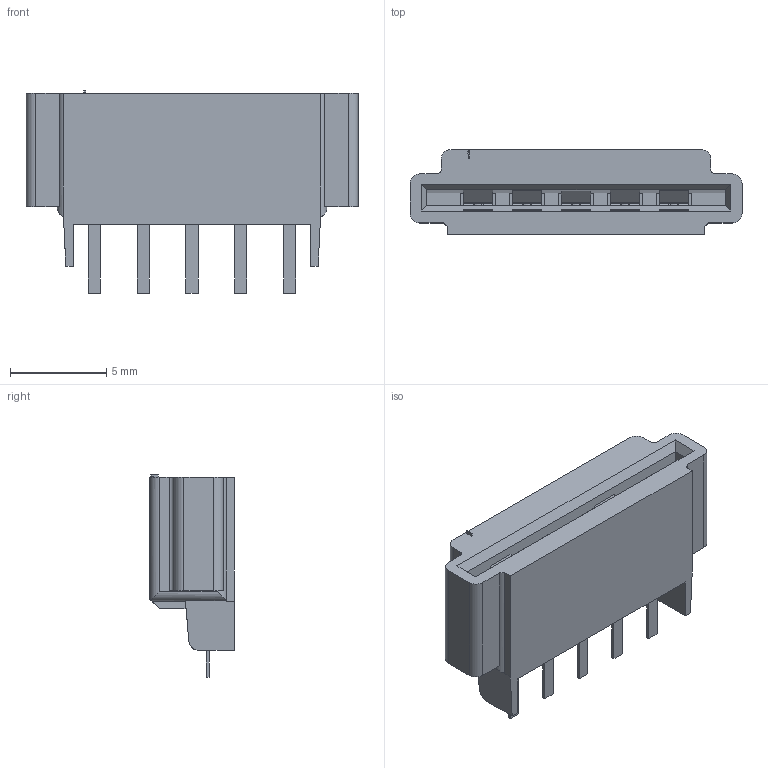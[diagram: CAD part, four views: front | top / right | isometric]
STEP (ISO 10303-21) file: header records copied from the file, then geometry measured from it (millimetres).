
FILE_DESCRIPTION((''),'2;1');
FILE_NAME('C-5-520315-5','2019-02-27T04:17:23',('workeradm'),('TE Connectivity Ltd.'),'CREO PARAMETRIC BY PTC INC, 2018190','CREO PARAMETRIC BY PTC INC, 2018190','');
FILE_SCHEMA(('AUTOMOTIVE_DESIGN { 1 0 10303 214 1 1 1 1 }'));
Length unit declared in the file: millimetre
Products named in the file (1): C-5-520315-5
Bounding box: 17.22 x 4.39 x 10.49 mm (x, y, z)
Volume: 403.6 mm3; surface area: 679.4 mm2
Topology: 1 solids, 1 shells, 209 faces, 561 edges, 376 vertices
Faces by surface type: plane 165, cylinder 29, bspline 5, torus 5, cone 5
Entity records: 7211 total; most frequent: CARTESIAN_POINT 1921, ORIENTED_EDGE 1122, DIRECTION 982, EDGE_CURVE 561, VECTOR 464, LINE 464, VERTEX_POINT 376, AXIS2_PLACEMENT_3D 259
